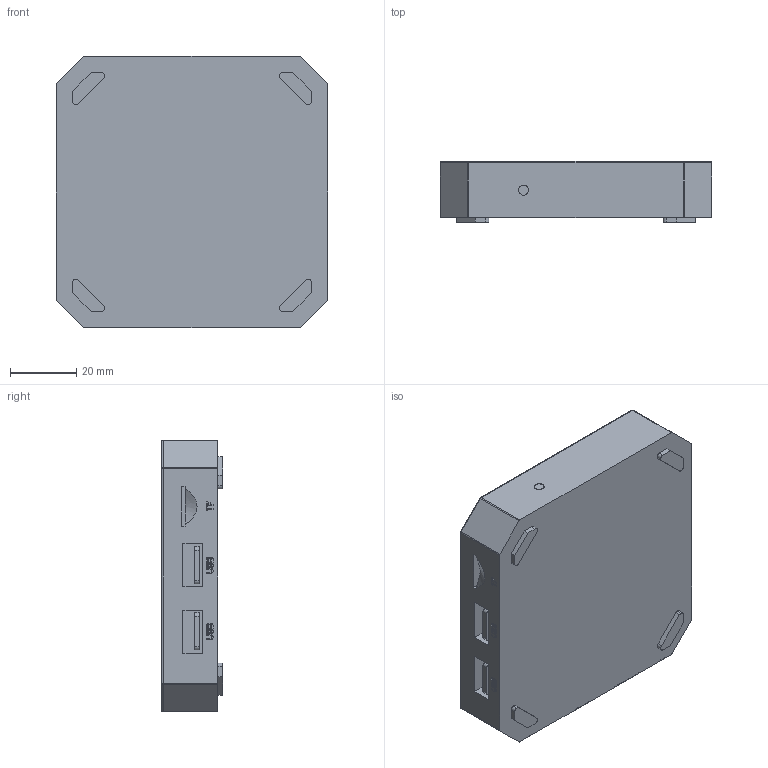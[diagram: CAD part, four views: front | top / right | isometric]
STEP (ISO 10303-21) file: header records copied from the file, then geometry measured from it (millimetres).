
FILE_DESCRIPTION (( 'STEP AP214' ), '1' );
FILE_NAME ('tvbox.STEP', '2024-05-07T07:27:51', ( '' ), ( '' ), 'SwSTEP 2.0', 'SolidWorks 2018', '' );
FILE_SCHEMA (( 'AUTOMOTIVE_DESIGN' ));
Length unit declared in the file: millimetre
Products named in the file (1): tvbox
Bounding box: 82 x 18.5 x 82 mm (x, y, z)
Volume: 108016.3 mm3; surface area: 21773.7 mm2
Topology: 1 solids, 1 shells, 502 faces, 1316 edges, 864 vertices
Faces by surface type: plane 358, bspline 90, cylinder 46, sphere 8
Entity records: 25266 total; most frequent: CARTESIAN_POINT 8480, ORIENTED_EDGE 2616, DIRECTION 2044, EDGE_CURVE 1308, LINE 1034, VECTOR 1034, VERTEX_POINT 864, EDGE_LOOP 558
